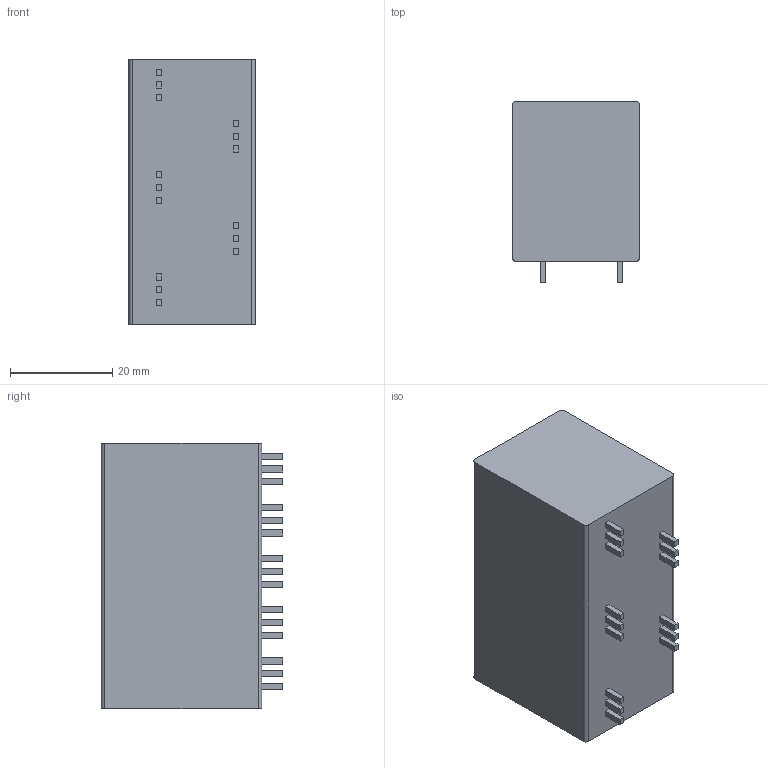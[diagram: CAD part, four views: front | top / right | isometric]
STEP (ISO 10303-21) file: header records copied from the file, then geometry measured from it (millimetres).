
FILE_DESCRIPTION((''),'2;1');
FILE_NAME('PRT0001','2024-09-27T08:49:32',('tluser'),(''),'CREO PARAMETRIC BY PTC INC, 2018100','CREO PARAMETRIC BY PTC INC, 2018100','');
FILE_SCHEMA(('CONFIG_CONTROL_DESIGN'));
Length unit declared in the file: millimetre
Products named in the file (1): PRT0001
Bounding box: 24.7 x 35.4 x 51.8 mm (x, y, z)
Volume: 37488.8 mm3; surface area: 8802.3 mm2
Topology: 1 solids, 1 shells, 190 faces, 469 edges, 306 vertices
Faces by surface type: plane 146, cylinder 34, cone 10
Entity records: 5706 total; most frequent: CARTESIAN_POINT 1262, ORIENTED_EDGE 938, DIRECTION 817, EDGE_CURVE 469, VECTOR 361, LINE 361, VERTEX_POINT 306, AXIS2_PLACEMENT_3D 228
